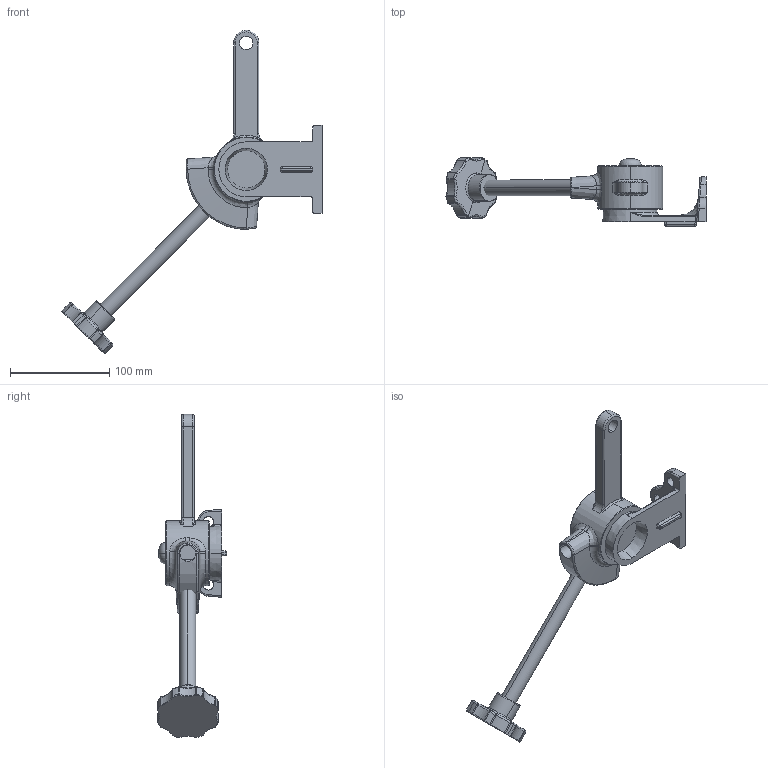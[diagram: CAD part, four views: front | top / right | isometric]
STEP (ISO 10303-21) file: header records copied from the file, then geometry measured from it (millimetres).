
FILE_DESCRIPTION (( 'STEP AP203' ), '1' );
FILE_NAME ('RC-6.STEP', '2013-03-12T12:22:59', ( 'eb' ), ( '' ), 'SwSTEP 2.0', 'SolidWorks 2013', '' );
FILE_SCHEMA (( 'CONFIG_CONTROL_DESIGN' ));
Length unit declared in the file: inch
Products named in the file (1): RC-6
Bounding box: 261.46 x 69.37 x 324.96 mm (x, y, z)
Volume: 363898.3 mm3; surface area: 68682.7 mm2
Topology: 3 solids, 3 shells, 304 faces, 694 edges, 399 vertices
Faces by surface type: cylinder 99, bspline 79, plane 50, sphere 35, cone 21, torus 20
Entity records: 12076 total; most frequent: CARTESIAN_POINT 5774, ORIENTED_EDGE 1368, DIRECTION 1224, EDGE_CURVE 684, AXIS2_PLACEMENT_3D 519, VERTEX_POINT 399, EDGE_LOOP 325, ADVANCED_FACE 304
